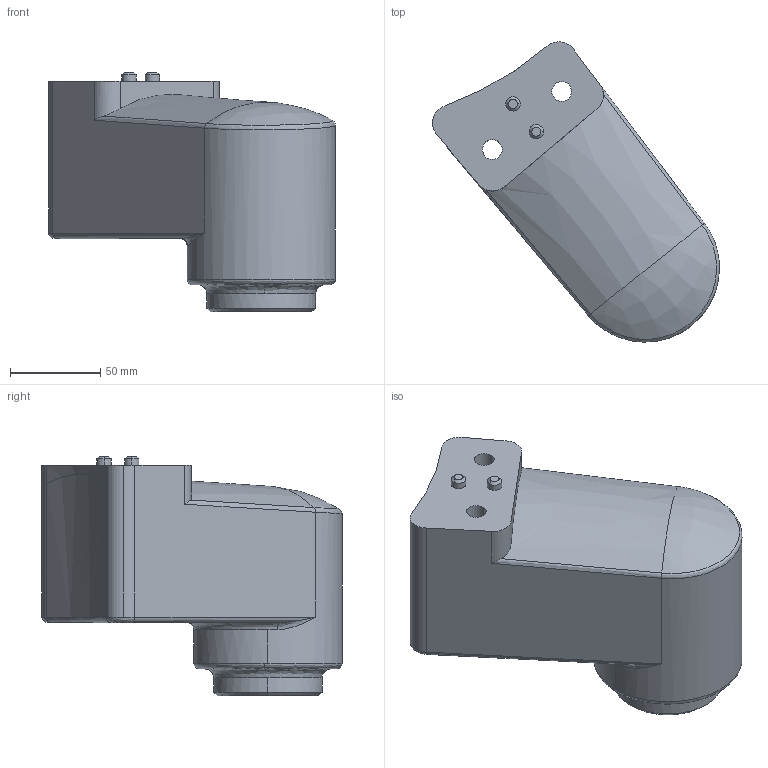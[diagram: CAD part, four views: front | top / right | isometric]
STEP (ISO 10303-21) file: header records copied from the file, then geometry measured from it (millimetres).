
FILE_DESCRIPTION (( 'STEP AP203' ), '1' );
FILE_NAME ('MS001-B.03.018JS.1.1 万向脚杯右支撑柱.step', '2021-08-27T10:51:27', ( 'Windows User' ), ( 'P R C' ), 'SwSTEP 2.0', 'SolidWorks 2016', '' );
FILE_SCHEMA (( 'CONFIG_CONTROL_DESIGN' ));
Length unit declared in the file: millimetre
Products named in the file (1): MS001-B.03.018JS.1.1 万向脚杯右支撑柱
Bounding box: 158.57 x 165.88 x 132.5 mm (x, y, z)
Volume: 1215841.1 mm3; surface area: 82692.6 mm2
Topology: 1 solids, 1 shells, 62 faces, 149 edges, 93 vertices
Faces by surface type: cylinder 25, bspline 18, plane 11, cone 8
Entity records: 3510 total; most frequent: CARTESIAN_POINT 2094, ORIENTED_EDGE 294, DIRECTION 258, EDGE_CURVE 147, AXIS2_PLACEMENT_3D 105, VERTEX_POINT 93, EDGE_LOOP 72, FACE_OUTER_BOUND 62
